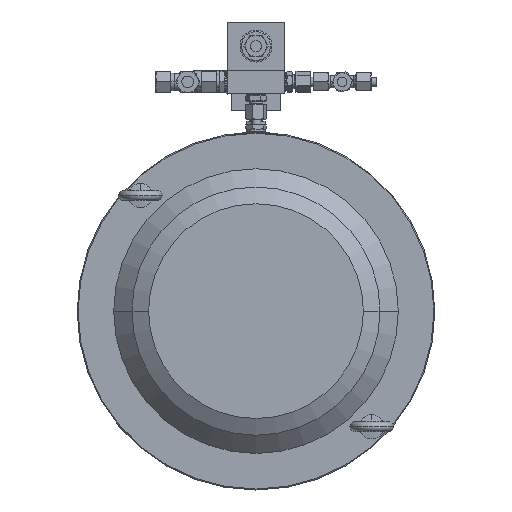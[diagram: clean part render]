
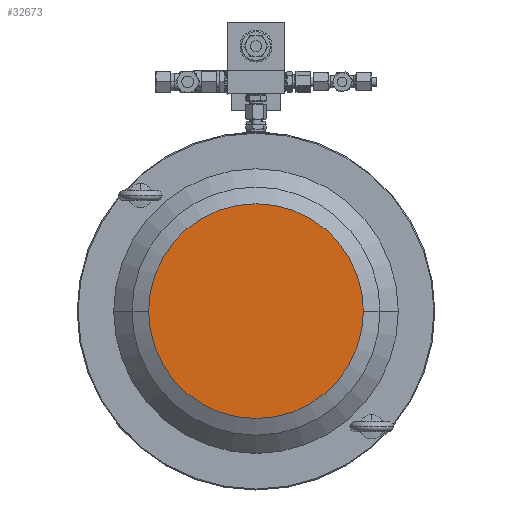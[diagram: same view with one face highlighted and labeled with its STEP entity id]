
A CAD part, front view. The second image highlights one B-rep face of the part: STEP entity #32673.
In plain terms, the highlighted planar face has unit normal (0, -1, 0).
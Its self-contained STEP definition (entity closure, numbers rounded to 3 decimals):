
#3123 = DIRECTION ( 'NONE',  ( 1., 0., 0. ) ) ;
#8025 = EDGE_LOOP ( 'NONE', ( #24419, #34434 ) ) ;
#8420 = AXIS2_PLACEMENT_3D ( 'NONE', #55907, #25641, #60977 ) ;
#8854 = CARTESIAN_POINT ( 'NONE',  ( 0., -305., 0. ) ) ;
#13077 = PLANE ( 'NONE',  #16676 ) ;
#13976 = DIRECTION ( 'NONE',  ( -1., 0., 0. ) ) ;
#14505 = VERTEX_POINT ( 'NONE', #16684 ) ;
#16676 = AXIS2_PLACEMENT_3D ( 'NONE', #53467, #33355, #3123 ) ;
#16684 = CARTESIAN_POINT ( 'NONE',  ( 111.679, -305., 0. ) ) ;
#21226 = CIRCLE ( 'NONE', #56824, 111.679 ) ;
#23691 = CIRCLE ( 'NONE', #8420, 111.679 ) ;
#24419 = ORIENTED_EDGE ( 'NONE', *, *, #39583, .T. ) ;
#25641 = DIRECTION ( 'NONE',  ( 0., -1., 0. ) ) ;
#32673 = ADVANCED_FACE ( 'Defeature ausgef�hrt1_184', ( #43851 ), #13077, .F. ) ;
#33355 = DIRECTION ( 'NONE',  ( 0., 1., 0. ) ) ;
#34434 = ORIENTED_EDGE ( 'NONE', *, *, #49636, .T. ) ;
#39583 = EDGE_CURVE ( 'Defeature ausgef�hrt1_184+Defeature ausgef�hrt1_183+Defeature ausgef�hrt1_183+Defeature ausgef�hrt1_183', #14505, #41688, #21226, .T. ) ;
#41688 = VERTEX_POINT ( 'NONE', #56112 ) ;
#43851 = FACE_OUTER_BOUND ( 'NONE', #8025, .T. ) ;
#44154 = DIRECTION ( 'NONE',  ( 0., -1., 0. ) ) ;
#49636 = EDGE_CURVE ( 'Defeature ausgef�hrt1_184+Defeature ausgef�hrt1_183+Defeature ausgef�hrt1_183+Defeature ausgef�hrt1_183', #41688, #14505, #23691, .T. ) ;
#53467 = CARTESIAN_POINT ( 'NONE',  ( 0., -305., -111.679 ) ) ;
#55907 = CARTESIAN_POINT ( 'NONE',  ( 0., -305., 0. ) ) ;
#56112 = CARTESIAN_POINT ( 'NONE',  ( -111.679, -305., 0. ) ) ;
#56824 = AXIS2_PLACEMENT_3D ( 'NONE', #8854, #44154, #13976 ) ;
#60977 = DIRECTION ( 'NONE',  ( -1., 0., 0. ) ) ;
